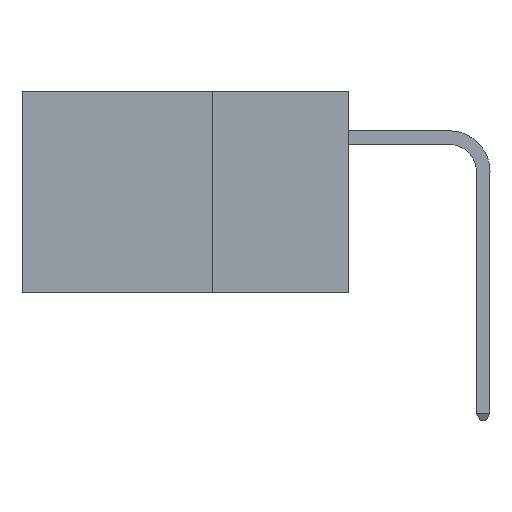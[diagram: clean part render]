
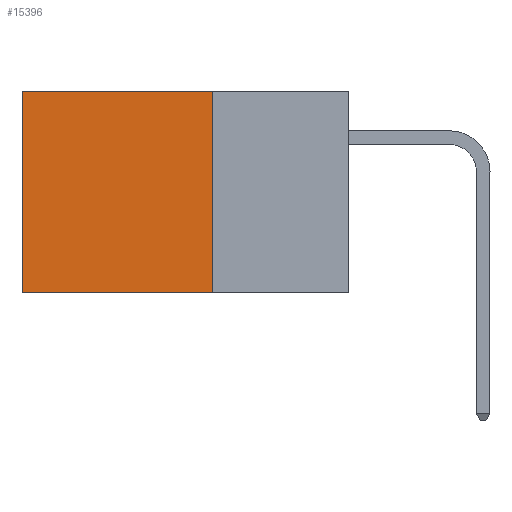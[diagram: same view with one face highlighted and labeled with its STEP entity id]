
A CAD part, left-side view. The second image highlights one B-rep face of the part: STEP entity #15396.
In plain terms, the highlighted planar face has unit normal (-1, 0, 0).
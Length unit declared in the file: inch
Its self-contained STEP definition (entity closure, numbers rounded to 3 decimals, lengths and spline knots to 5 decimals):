
#577 = CARTESIAN_POINT ( 'NONE',  ( 0.2875, 0.25, 0. ) ) ;
#1080 = VERTEX_POINT ( 'NONE', #13401 ) ;
#1362 = CARTESIAN_POINT ( 'NONE',  ( 0.2875, 0.6, -0.37 ) ) ;
#3208 = DIRECTION ( 'NONE',  ( 1., 0., 0. ) ) ;
#4942 = CARTESIAN_POINT ( 'NONE',  ( 0.2875, 0.25, 0. ) ) ;
#7353 = LINE ( 'NONE', #27938, #33153 ) ;
#7552 = CARTESIAN_POINT ( 'NONE',  ( 0.2875, 0.25, -0.37 ) ) ;
#7630 = EDGE_CURVE ( 'NONE', #1080, #27498, #8136, .T. ) ;
#8108 = VERTEX_POINT ( 'NONE', #1362 ) ;
#8136 = LINE ( 'NONE', #4942, #27933 ) ;
#8215 = LINE ( 'NONE', #8572, #14284 ) ;
#8334 = ORIENTED_EDGE ( 'NONE', *, *, #22680, .F. ) ;
#8572 = CARTESIAN_POINT ( 'NONE',  ( 0.2875, 0.25, 0. ) ) ;
#10499 = FACE_OUTER_BOUND ( 'NONE', #22020, .T. ) ;
#10748 = ORIENTED_EDGE ( 'NONE', *, *, #7630, .F. ) ;
#11284 = AXIS2_PLACEMENT_3D ( 'NONE', #577, #3208, #21365 ) ;
#13401 = CARTESIAN_POINT ( 'NONE',  ( 0.2875, 0.25, 0. ) ) ;
#13542 = ORIENTED_EDGE ( 'NONE', *, *, #24575, .T. ) ;
#14284 = VECTOR ( 'NONE', #18995, 39.37008 ) ;
#15396 = ADVANCED_FACE ( 'NONE', ( #10499 ), #16150, .F. ) ;
#16150 = PLANE ( 'NONE',  #11284 ) ;
#17916 = DIRECTION ( 'NONE',  ( 0., 0., -1. ) ) ;
#18995 = DIRECTION ( 'NONE',  ( 0., 1., 0. ) ) ;
#19218 = EDGE_CURVE ( 'NONE', #1080, #25417, #8215, .T. ) ;
#20111 = ORIENTED_EDGE ( 'NONE', *, *, #19218, .T. ) ;
#21365 = DIRECTION ( 'NONE',  ( 0., 0., -1. ) ) ;
#22020 = EDGE_LOOP ( 'NONE', ( #13542, #8334, #10748, #20111 ) ) ;
#22680 = EDGE_CURVE ( 'NONE', #27498, #8108, #7353, .T. ) ;
#23085 = DIRECTION ( 'NONE',  ( 0., 0., -1. ) ) ;
#24575 = EDGE_CURVE ( 'NONE', #25417, #8108, #24996, .T. ) ;
#24996 = LINE ( 'NONE', #33304, #31806 ) ;
#25417 = VERTEX_POINT ( 'NONE', #29780 ) ;
#27498 = VERTEX_POINT ( 'NONE', #7552 ) ;
#27933 = VECTOR ( 'NONE', #23085, 39.37008 ) ;
#27938 = CARTESIAN_POINT ( 'NONE',  ( 0.2875, 0.25, -0.37 ) ) ;
#29780 = CARTESIAN_POINT ( 'NONE',  ( 0.2875, 0.6, 0. ) ) ;
#30501 = DIRECTION ( 'NONE',  ( 0., 1., 0. ) ) ;
#31806 = VECTOR ( 'NONE', #17916, 39.37008 ) ;
#33153 = VECTOR ( 'NONE', #30501, 39.37008 ) ;
#33304 = CARTESIAN_POINT ( 'NONE',  ( 0.2875, 0.6, 0. ) ) ;
